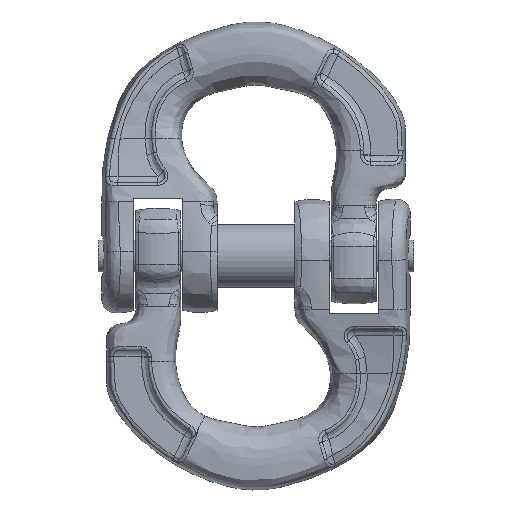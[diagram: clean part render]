
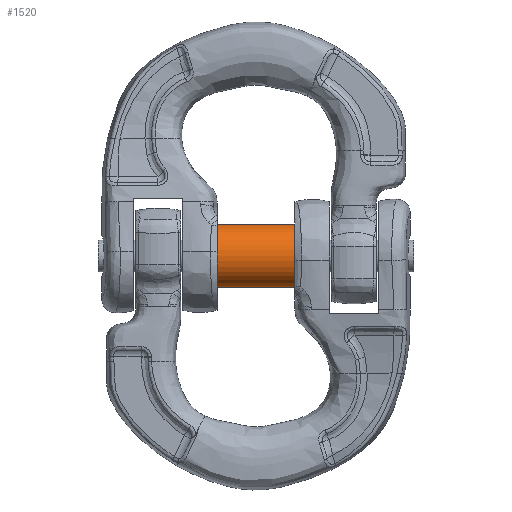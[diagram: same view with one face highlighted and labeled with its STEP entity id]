
A CAD part, top view. The second image highlights one B-rep face of the part: STEP entity #1520.
In plain terms, the highlighted cylindrical face has radius 3.5 mm (diameter 7 mm), a full revolution.
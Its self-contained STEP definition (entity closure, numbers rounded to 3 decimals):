
#1520=ADVANCED_FACE('',(#1958,#1959),#1903,.T.);
#1903=CYLINDRICAL_SURFACE('',#6007,3.5);
#1958=FACE_BOUND('',#2000,.T.);
#1959=FACE_BOUND('',#2001,.T.);
#2000=EDGE_LOOP('',(#2404));
#2001=EDGE_LOOP('',(#2405));
#2404=ORIENTED_EDGE('',*,*,#4826,.F.);
#2405=ORIENTED_EDGE('',*,*,#4827,.T.);
#4264=VERTEX_POINT('',#7213);
#4265=VERTEX_POINT('',#7215);
#4826=EDGE_CURVE('',#4264,#4264,#5756,.T.);
#4827=EDGE_CURVE('',#4265,#4265,#5757,.T.);
#5756=CIRCLE('',#6005,3.5);
#5757=CIRCLE('',#6006,3.5);
#6005=AXIS2_PLACEMENT_3D('',#7212,#6386,#6387);
#6006=AXIS2_PLACEMENT_3D('',#7214,#6388,#6389);
#6007=AXIS2_PLACEMENT_3D('',#7216,#6390,#6391);
#6386=DIRECTION('',(-1.,0.,0.));
#6387=DIRECTION('',(0.,0.,1.));
#6388=DIRECTION('',(-1.,0.,0.));
#6389=DIRECTION('',(0.,0.,1.));
#6390=DIRECTION('',(1.,0.,0.));
#6391=DIRECTION('',(0.,0.,-1.));
#7212=CARTESIAN_POINT('',(-4.675,19.,0.));
#7213=CARTESIAN_POINT('',(-4.675,19.,3.5));
#7214=CARTESIAN_POINT('',(4.325,19.,0.));
#7215=CARTESIAN_POINT('',(4.325,19.,3.5));
#7216=CARTESIAN_POINT('',(-4.675,19.,0.));
